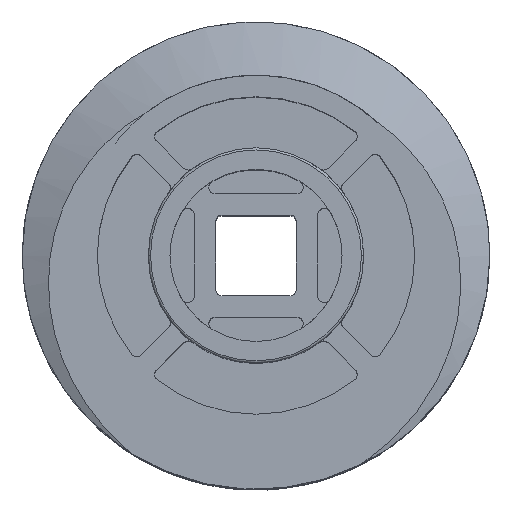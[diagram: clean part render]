
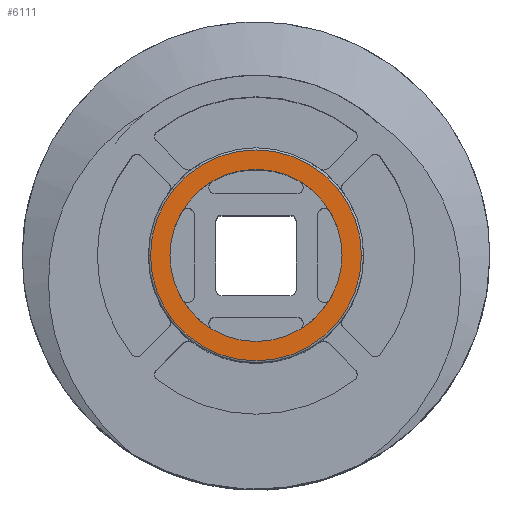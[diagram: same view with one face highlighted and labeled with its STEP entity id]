
A CAD part, top view. The second image highlights one B-rep face of the part: STEP entity #6111.
In plain terms, the highlighted planar face has unit normal (0, 0, 1).
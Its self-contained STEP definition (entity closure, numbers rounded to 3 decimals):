
#226 = CARTESIAN_POINT ( 'NONE',  ( 4., 0., 30. ) ) ;
#297 = AXIS2_PLACEMENT_3D ( 'NONE', #935, #310, #2616 ) ;
#310 = DIRECTION ( 'NONE',  ( 0., 0., 1. ) ) ;
#357 = CARTESIAN_POINT ( 'NONE',  ( 4.9, 0., 30. ) ) ;
#468 = CARTESIAN_POINT ( 'NONE',  ( 0., 0., 30. ) ) ;
#469 = EDGE_CURVE ( 'NONE', #5335, #5653, #7001, .T. ) ;
#544 = DIRECTION ( 'NONE',  ( 0., 0., 1. ) ) ;
#652 = FACE_OUTER_BOUND ( 'NONE', #3170, .T. ) ;
#888 = CIRCLE ( 'NONE', #297, 4. ) ;
#916 = DIRECTION ( 'NONE',  ( 0., 0., 1. ) ) ;
#935 = CARTESIAN_POINT ( 'NONE',  ( 0., 0., 30. ) ) ;
#984 = DIRECTION ( 'NONE',  ( 1., 0., 0. ) ) ;
#1165 = EDGE_CURVE ( 'NONE', #2343, #2042, #1933, .T. ) ;
#1758 = DIRECTION ( 'NONE',  ( 1., 0., 0. ) ) ;
#1846 = AXIS2_PLACEMENT_3D ( 'NONE', #468, #916, #984 ) ;
#1933 = CIRCLE ( 'NONE', #2405, 4.9 ) ;
#2042 = VERTEX_POINT ( 'NONE', #5616 ) ;
#2046 = ORIENTED_EDGE ( 'NONE', *, *, #7272, .F. ) ;
#2343 = VERTEX_POINT ( 'NONE', #357 ) ;
#2405 = AXIS2_PLACEMENT_3D ( 'NONE', #6389, #3470, #1758 ) ;
#2616 = DIRECTION ( 'NONE',  ( 1., 0., 0. ) ) ;
#2744 = CARTESIAN_POINT ( 'NONE',  ( 0., 0., 30. ) ) ;
#3170 = EDGE_LOOP ( 'NONE', ( #4666, #5101 ) ) ;
#3470 = DIRECTION ( 'NONE',  ( 0., 0., 1. ) ) ;
#4005 = ORIENTED_EDGE ( 'NONE', *, *, #469, .F. ) ;
#4470 = DIRECTION ( 'NONE',  ( 0., 0., 1. ) ) ;
#4645 = AXIS2_PLACEMENT_3D ( 'NONE', #2744, #4470, #6835 ) ;
#4666 = ORIENTED_EDGE ( 'NONE', *, *, #1165, .T. ) ;
#5098 = DIRECTION ( 'NONE',  ( 1., 0., 0. ) ) ;
#5101 = ORIENTED_EDGE ( 'NONE', *, *, #5995, .T. ) ;
#5335 = VERTEX_POINT ( 'NONE', #226 ) ;
#5616 = CARTESIAN_POINT ( 'NONE',  ( -4.9, 0., 30. ) ) ;
#5620 = CARTESIAN_POINT ( 'NONE',  ( 0., 0., 30. ) ) ;
#5653 = VERTEX_POINT ( 'NONE', #5665 ) ;
#5665 = CARTESIAN_POINT ( 'NONE',  ( -4., 0., 30. ) ) ;
#5995 = EDGE_CURVE ( 'NONE', #2042, #2343, #7268, .T. ) ;
#6107 = AXIS2_PLACEMENT_3D ( 'NONE', #5620, #544, #5098 ) ;
#6111 = ADVANCED_FACE ( 'NONE', ( #652, #6864 ), #6169, .T. ) ;
#6169 = PLANE ( 'NONE',  #6107 ) ;
#6212 = EDGE_LOOP ( 'NONE', ( #2046, #4005 ) ) ;
#6389 = CARTESIAN_POINT ( 'NONE',  ( 0., 0., 30. ) ) ;
#6835 = DIRECTION ( 'NONE',  ( 1., 0., 0. ) ) ;
#6864 = FACE_BOUND ( 'NONE', #6212, .T. ) ;
#7001 = CIRCLE ( 'NONE', #4645, 4. ) ;
#7268 = CIRCLE ( 'NONE', #1846, 4.9 ) ;
#7272 = EDGE_CURVE ( 'NONE', #5653, #5335, #888, .T. ) ;
